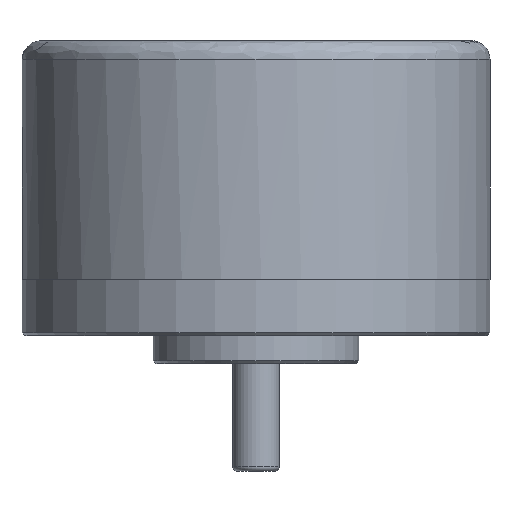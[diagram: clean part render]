
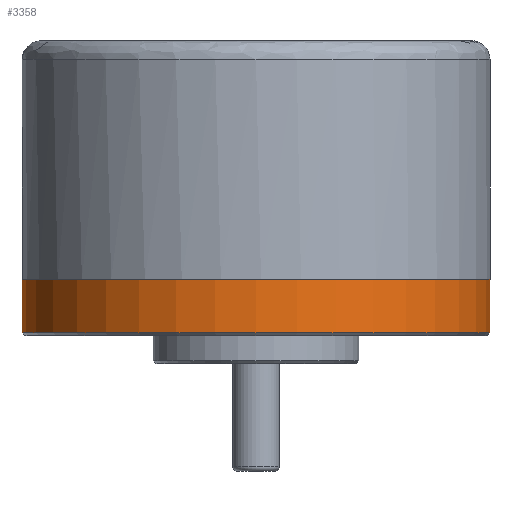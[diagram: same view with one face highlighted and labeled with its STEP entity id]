
A CAD part, front view. The second image highlights one B-rep face of the part: STEP entity #3358.
In plain terms, the highlighted cylindrical face has radius 25 mm (diameter 50 mm), a full revolution.
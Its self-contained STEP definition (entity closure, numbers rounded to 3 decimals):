
#21 = EDGE_CURVE ( 'NONE', #672, #672, #2152, .T. ) ;
#215 = EDGE_LOOP ( 'NONE', ( #1716 ) ) ;
#237 = DIRECTION ( 'NONE',  ( -1., 0., 0. ) ) ;
#513 = CARTESIAN_POINT ( 'NONE',  ( 0., 0., 6. ) ) ;
#654 = CARTESIAN_POINT ( 'NONE',  ( 0., 0., 0.3 ) ) ;
#672 = VERTEX_POINT ( 'NONE', #3336 ) ;
#681 = AXIS2_PLACEMENT_3D ( 'NONE', #513, #1068, #3585 ) ;
#767 = FACE_OUTER_BOUND ( 'NONE', #1917, .T. ) ;
#979 = CARTESIAN_POINT ( 'NONE',  ( 0., 0., 0. ) ) ;
#987 = CARTESIAN_POINT ( 'NONE',  ( 25., 0., 0.3 ) ) ;
#1068 = DIRECTION ( 'NONE',  ( 0., 0., -1. ) ) ;
#1178 = AXIS2_PLACEMENT_3D ( 'NONE', #654, #1895, #3123 ) ;
#1362 = ORIENTED_EDGE ( 'NONE', *, *, #1813, .F. ) ;
#1548 = AXIS2_PLACEMENT_3D ( 'NONE', #979, #2206, #237 ) ;
#1673 = CYLINDRICAL_SURFACE ( 'NONE', #1548, 25. ) ;
#1716 = ORIENTED_EDGE ( 'NONE', *, *, #21, .T. ) ;
#1746 = CIRCLE ( 'NONE', #1178, 25. ) ;
#1813 = EDGE_CURVE ( 'NONE', #3464, #3464, #1746, .T. ) ;
#1895 = DIRECTION ( 'NONE',  ( 0., 0., -1. ) ) ;
#1917 = EDGE_LOOP ( 'NONE', ( #1362 ) ) ;
#2152 = CIRCLE ( 'NONE', #681, 25. ) ;
#2206 = DIRECTION ( 'NONE',  ( 0., 0., -1. ) ) ;
#2293 = FACE_OUTER_BOUND ( 'NONE', #215, .T. ) ;
#3123 = DIRECTION ( 'NONE',  ( 1., 0., 0. ) ) ;
#3336 = CARTESIAN_POINT ( 'NONE',  ( -25., 0., 6. ) ) ;
#3358 = ADVANCED_FACE ( 'NONE', ( #2293, #767 ), #1673, .T. ) ;
#3464 = VERTEX_POINT ( 'NONE', #987 ) ;
#3585 = DIRECTION ( 'NONE',  ( -1., 0., 0. ) ) ;
